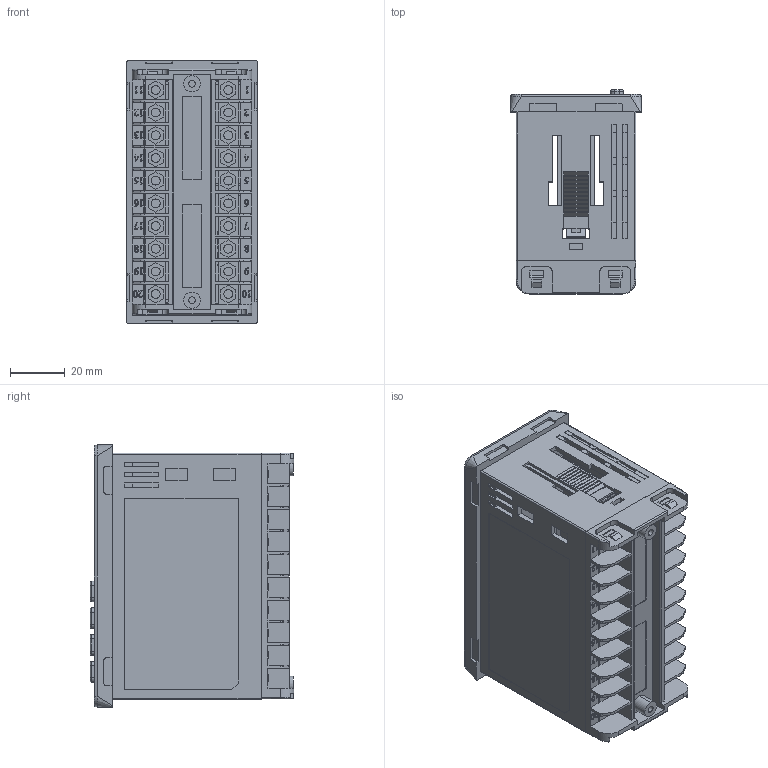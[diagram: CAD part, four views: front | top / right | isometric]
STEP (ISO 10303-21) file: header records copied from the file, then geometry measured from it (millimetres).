
FILE_DESCRIPTION((''),'2;1');
FILE_NAME('TP8_ASM','2023-06-20T14:48:02',('KFB_ljc'),(''),'CREO PARAMETRIC BY PTC INC, 2021023','CREO PARAMETRIC BY PTC INC, 2021023','');
FILE_SCHEMA(('AUTOMOTIVE_DESIGN { 1 0 10303 214 1 1 1 1 }'));
Products named in the file (6): TP8_X2_6DB266765C4F6A2162DF_X_1; TP8_X2_6DB266765C4F6A2162DF_X_4; TP8_X2_6DB266765C4F6A2162DF_X_6; SC484805; EDL3557982A; TP8_ASM
Assembly tree (5 placements, depth 2):
  TP8_ASM
    TP8_X2_6DB266765C4F6A2162DF_X_1
    TP8_X2_6DB266765C4F6A2162DF_X_4
    TP8_X2_6DB266765C4F6A2162DF_X_6
    SC484805
    EDL3557982A
Bounding box: 48 x 74.6 x 96 mm (x, y, z)
Volume: 76002.1 mm3; surface area: 79141.6 mm2
Topology: 5 solids, 5 shells, 3361 faces, 9280 edges, 6189 vertices
Faces by surface type: plane 2179, extrusion 776, cylinder 378, torus 20, bspline 4, cone 4
Entity records: 111323 total; most frequent: CARTESIAN_POINT 27247, ORIENTED_EDGE 18560, DIRECTION 14383, EDGE_CURVE 9280, VECTOR 7657, LINE 6881, VERTEX_POINT 6189, EDGE_LOOP 3775
